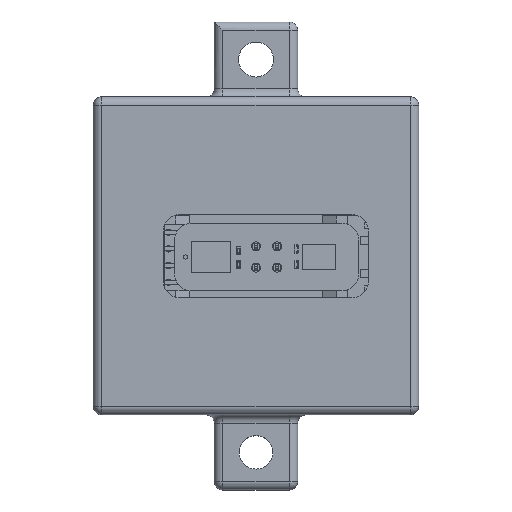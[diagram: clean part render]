
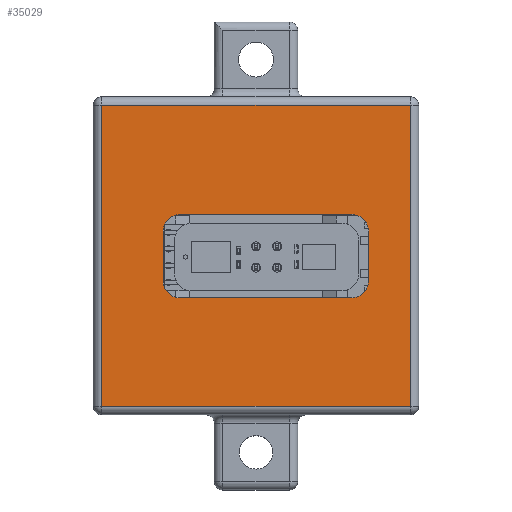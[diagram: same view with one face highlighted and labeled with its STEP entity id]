
A CAD part, top view. The second image highlights one B-rep face of the part: STEP entity #35029.
In plain terms, the highlighted planar face has unit normal (0, 0, 1).
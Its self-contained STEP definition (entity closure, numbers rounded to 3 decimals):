
#1852=FACE_BOUND('',#6728,.T.);
#2552=CIRCLE('',#37942,2.);
#2553=CIRCLE('',#37945,2.);
#2554=CIRCLE('',#37948,2.);
#2555=CIRCLE('',#37951,2.);
#4748=FACE_OUTER_BOUND('',#6727,.T.);
#6727=EDGE_LOOP('',(#31871,#31872,#31873,#31874));
#6728=EDGE_LOOP('',(#31875,#31876,#31877,#31878,#31879,#31880,#31881,#31882));
#10634=LINE('',#60606,#14545);
#10637=LINE('',#60614,#14548);
#10640=LINE('',#60622,#14551);
#10643=LINE('',#60629,#14554);
#10656=LINE('',#60677,#14567);
#10657=LINE('',#60687,#14568);
#10658=LINE('',#60689,#14569);
#10659=LINE('',#60691,#14570);
#14545=VECTOR('',#47163,10.);
#14548=VECTOR('',#47172,10.);
#14551=VECTOR('',#47181,10.);
#14554=VECTOR('',#47190,10.);
#14567=VECTOR('',#47251,10.);
#14568=VECTOR('',#47266,10.);
#14569=VECTOR('',#47269,10.);
#14570=VECTOR('',#47272,10.);
#17807=VERTEX_POINT('',#60599);
#17808=VERTEX_POINT('',#60601);
#17809=VERTEX_POINT('',#60605);
#17810=VERTEX_POINT('',#60609);
#17811=VERTEX_POINT('',#60613);
#17812=VERTEX_POINT('',#60617);
#17813=VERTEX_POINT('',#60621);
#17814=VERTEX_POINT('',#60625);
#17824=VERTEX_POINT('',#60667);
#17825=VERTEX_POINT('',#60673);
#17826=VERTEX_POINT('',#60679);
#17827=VERTEX_POINT('',#60683);
#22584=EDGE_CURVE('',#17808,#17807,#2552,.T.);
#22586=EDGE_CURVE('',#17809,#17808,#10634,.T.);
#22588=EDGE_CURVE('',#17810,#17809,#2553,.T.);
#22590=EDGE_CURVE('',#17811,#17810,#10637,.T.);
#22592=EDGE_CURVE('',#17812,#17811,#2554,.T.);
#22594=EDGE_CURVE('',#17813,#17812,#10640,.T.);
#22596=EDGE_CURVE('',#17814,#17813,#2555,.T.);
#22598=EDGE_CURVE('',#17807,#17814,#10643,.T.);
#22621=EDGE_CURVE('',#17824,#17825,#10656,.T.);
#22626=EDGE_CURVE('',#17825,#17827,#10657,.T.);
#22627=EDGE_CURVE('',#17827,#17826,#10658,.T.);
#22628=EDGE_CURVE('',#17826,#17824,#10659,.T.);
#31871=ORIENTED_EDGE('',*,*,#22621,.F.);
#31872=ORIENTED_EDGE('',*,*,#22628,.F.);
#31873=ORIENTED_EDGE('',*,*,#22627,.F.);
#31874=ORIENTED_EDGE('',*,*,#22626,.F.);
#31875=ORIENTED_EDGE('',*,*,#22592,.T.);
#31876=ORIENTED_EDGE('',*,*,#22590,.T.);
#31877=ORIENTED_EDGE('',*,*,#22588,.T.);
#31878=ORIENTED_EDGE('',*,*,#22586,.T.);
#31879=ORIENTED_EDGE('',*,*,#22584,.T.);
#31880=ORIENTED_EDGE('',*,*,#22598,.T.);
#31881=ORIENTED_EDGE('',*,*,#22596,.T.);
#31882=ORIENTED_EDGE('',*,*,#22594,.T.);
#33240=PLANE('',#37986);
#35029=ADVANCED_FACE('',(#4748,#1852),#33240,.T.);
#37942=AXIS2_PLACEMENT_3D('',#60602,#47158,#47159);
#37945=AXIS2_PLACEMENT_3D('',#60610,#47167,#47168);
#37948=AXIS2_PLACEMENT_3D('',#60618,#47176,#47177);
#37951=AXIS2_PLACEMENT_3D('',#60626,#47185,#47186);
#37986=AXIS2_PLACEMENT_3D('',#60692,#47273,#47274);
#47158=DIRECTION('center_axis',(0.,0.,-1.));
#47159=DIRECTION('ref_axis',(1.,0.,0.));
#47163=DIRECTION('',(1.,0.,0.));
#47167=DIRECTION('center_axis',(0.,0.,-1.));
#47168=DIRECTION('ref_axis',(0.,1.,0.));
#47172=DIRECTION('',(0.,1.,0.));
#47176=DIRECTION('center_axis',(0.,0.,-1.));
#47177=DIRECTION('ref_axis',(-1.,0.,0.));
#47181=DIRECTION('',(-1.,0.,0.));
#47185=DIRECTION('center_axis',(0.,0.,-1.));
#47186=DIRECTION('ref_axis',(0.,-1.,0.));
#47190=DIRECTION('',(0.,-1.,0.));
#47251=DIRECTION('',(1.,0.,0.));
#47266=DIRECTION('',(0.,-1.,0.));
#47269=DIRECTION('',(-1.,0.,0.));
#47272=DIRECTION('',(0.,1.,0.));
#47273=DIRECTION('center_axis',(0.,0.,1.));
#47274=DIRECTION('ref_axis',(1.,0.,0.));
#60599=CARTESIAN_POINT('',(32.,22.,20.));
#60601=CARTESIAN_POINT('',(30.,24.,20.));
#60602=CARTESIAN_POINT('Origin',(30.,22.,20.));
#60605=CARTESIAN_POINT('',(9.367,24.,20.));
#60606=CARTESIAN_POINT('',(13.933,24.,20.));
#60609=CARTESIAN_POINT('',(7.367,22.,20.));
#60610=CARTESIAN_POINT('Origin',(9.367,22.,20.));
#60613=CARTESIAN_POINT('',(7.367,16.,20.));
#60614=CARTESIAN_POINT('',(7.367,17.525,20.));
#60617=CARTESIAN_POINT('',(9.367,14.,20.));
#60618=CARTESIAN_POINT('Origin',(9.367,16.,20.));
#60621=CARTESIAN_POINT('',(30.,14.,20.));
#60622=CARTESIAN_POINT('',(24.25,14.,20.));
#60625=CARTESIAN_POINT('',(32.,16.,20.));
#60626=CARTESIAN_POINT('Origin',(30.,16.,20.));
#60629=CARTESIAN_POINT('',(32.,20.525,20.));
#60667=CARTESIAN_POINT('',(0.,37.1,20.));
#60673=CARTESIAN_POINT('',(37.,37.1,20.));
#60677=CARTESIAN_POINT('',(28.25,37.1,20.));
#60679=CARTESIAN_POINT('',(0.,1.,20.));
#60683=CARTESIAN_POINT('',(37.,1.,20.));
#60687=CARTESIAN_POINT('',(37.,9.525,20.));
#60689=CARTESIAN_POINT('',(8.75,1.,20.));
#60691=CARTESIAN_POINT('',(0.,28.575,20.));
#60692=CARTESIAN_POINT('Origin',(18.5,19.05,20.));
